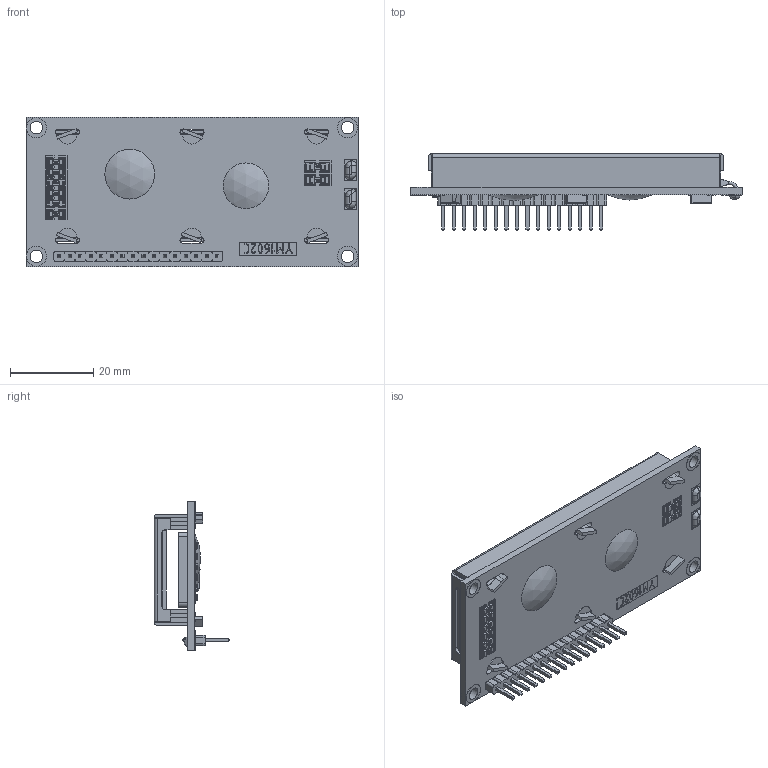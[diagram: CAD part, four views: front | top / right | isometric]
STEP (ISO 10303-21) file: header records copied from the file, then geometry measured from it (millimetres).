
FILE_DESCRIPTION(/* description */ ('STEP AP203'),/* implementation_level */ '2;1');
FILE_NAME(/* name */ '0a484859-9a5b-4bff-b3fb-32ebee60d018.zip.stp',/* time_stamp */ '2024-07-31T10:08:56Z',/* author */ (''),/* organization */ (''),/* preprocessor_version */ 'ST-DEVELOPER v20',/* originating_system */ 'Autodesk Translation Framework v13.14.0.145',/* authorisation */ '');
FILE_SCHEMA (('AUTOMOTIVE_DESIGN { 1 0 10303 214 3 1 1 }'));
Products named in the file (9): LCD; pcbboard; 16pin_header__; lcd window; backlight; conductor; liquid crystal grabcad; smt_resistor222; smt_resistor101
Assembly tree (15 placements, depth 2):
  LCD
    pcbboard
    16pin_header__
    lcd window
    backlight
    conductor  x2
    liquid crystal grabcad
    smt_resistor222  x6
    smt_resistor101  x2
Bounding box: 80 x 18.3 x 36 mm (x, y, z)
Volume: 15579.8 mm3; surface area: 29727.3 mm2
Topology: 21 solids, 21 shells, 3162 faces, 8291 edges, 5260 vertices
Faces by surface type: plane 2290, cylinder 364, bspline 352, torus 87, sphere 69
Full cylindrical faces by diameter (mm): 1 x16, 3 x4, 4.8 x8
Entity records: 83830 total; most frequent: CARTESIAN_POINT 21074, ORIENTED_EDGE 13358, DIRECTION 11436, EDGE_CURVE 6679, LINE 5850, VECTOR 5850, VERTEX_POINT 4326, EDGE_LOOP 3185
